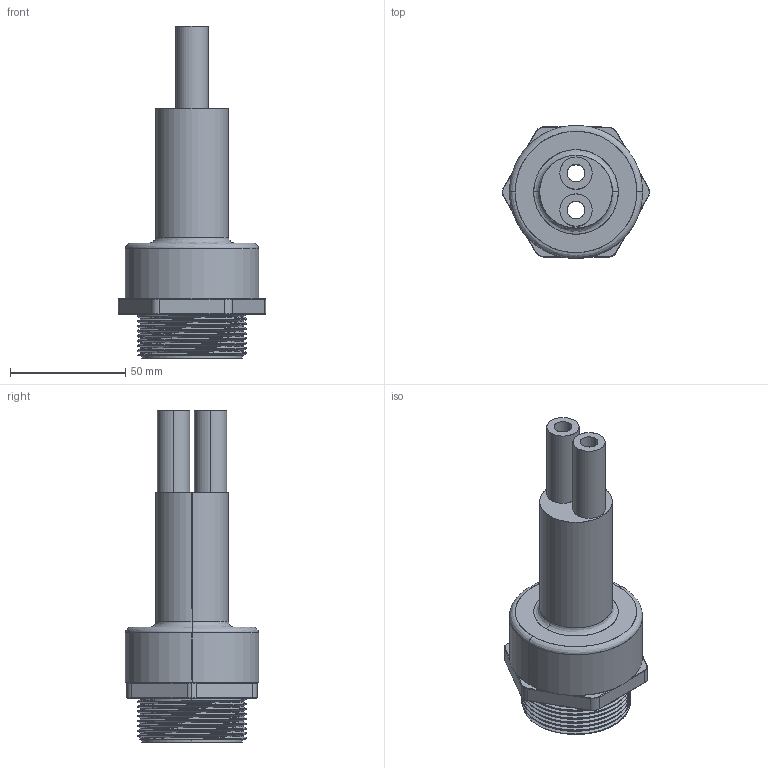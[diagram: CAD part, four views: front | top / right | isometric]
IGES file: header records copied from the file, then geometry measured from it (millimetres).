
Start section: SolidWorks IGES file using analytic representation for surfaces
Global section: file name: 4A-NUP-2C.IGS; native system: SolidWorks 2020; preprocessor: SolidWorks 2020; author: office; date: 210601.081817; units: inch
Bounding box: 63.89 x 57.66 x 143.76 mm (x, y, z)
Surface area: 46280.7 mm2 (no closed solid volume)
Topology: 0 solids, 0 shells, 123 faces, 2793 edges, 2793 vertices
Faces by surface type: revolution 82, bspline 41
